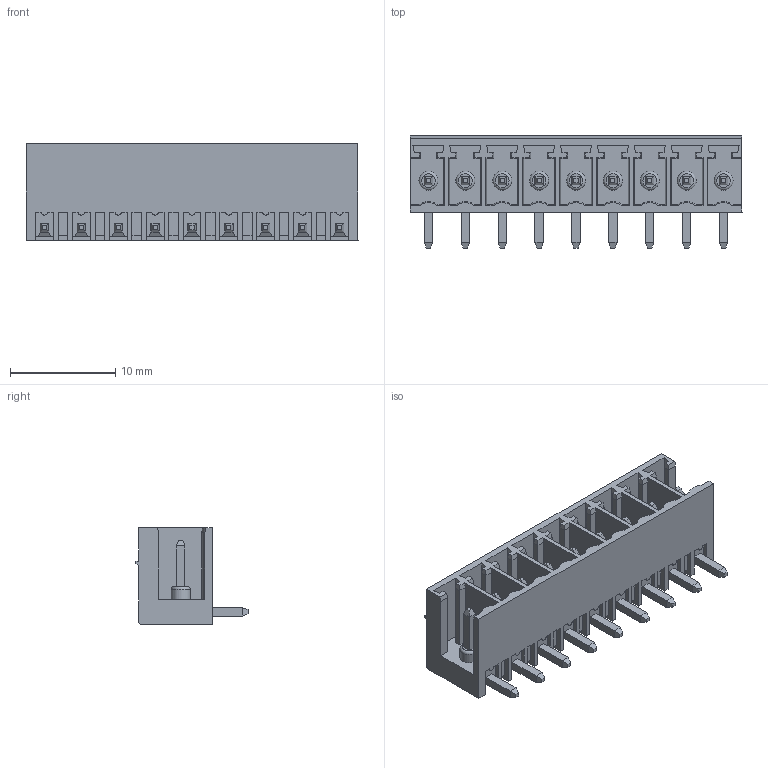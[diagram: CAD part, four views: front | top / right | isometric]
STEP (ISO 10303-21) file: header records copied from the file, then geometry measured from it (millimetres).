
FILE_DESCRIPTION(('STEP AP214'),'1');
FILE_NAME('PV09-3,5-H.stp','2018-11-29T14:49:55',(' '),(' '),'Spatial InterOp 3D',' ',' ');
FILE_SCHEMA(('AUTOMOTIVE_DESIGN { 1 0 10303 214 1 1 1 1 }'));
Length unit declared in the file: metre
Products named in the file (1): 1
Bounding box: 31.5 x 10.65 x 9.2 mm (x, y, z)
Volume: 1047 mm3; surface area: 2642.8 mm2
Topology: 1 solids, 1 shells, 543 faces, 1440 edges, 924 vertices
Faces by surface type: plane 497, cylinder 28, torus 9, cone 9
Full cylindrical faces by diameter (mm): 1.8 x9
Entity records: 20612 total; most frequent: CARTESIAN_POINT 2926, ORIENTED_EDGE 2826, DIRECTION 2557, EDGE_CURVE 1413, LINE 1321, VECTOR 1321, VERTEX_POINT 915, AXIS2_PLACEMENT_3D 618
